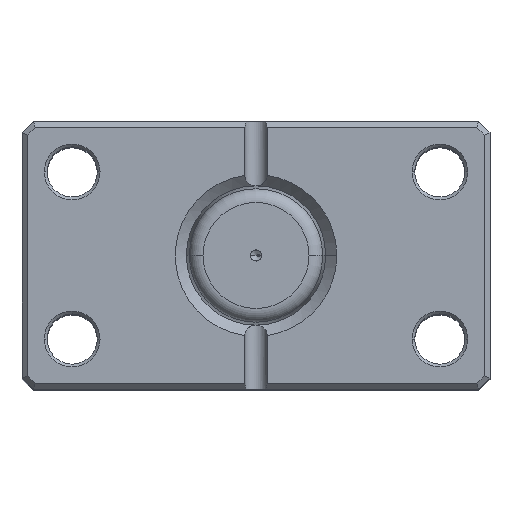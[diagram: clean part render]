
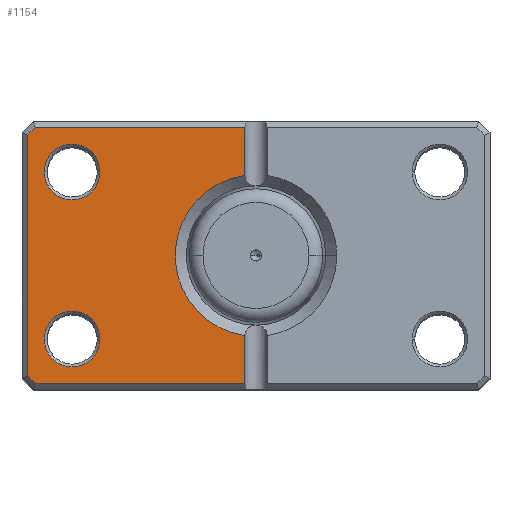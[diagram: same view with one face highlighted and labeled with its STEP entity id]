
A CAD part, top view. The second image highlights one B-rep face of the part: STEP entity #1154.
In plain terms, the highlighted face is planar.
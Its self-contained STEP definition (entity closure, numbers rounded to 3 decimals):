
#86 = CARTESIAN_POINT ( 'NONE',  ( 28., -15., 0. ) ) ;
#130 = VERTEX_POINT ( 'NONE', #1045 ) ;
#156 = CARTESIAN_POINT ( 'NONE',  ( 41., 21.586, 0. ) ) ;
#239 = VERTEX_POINT ( 'NONE', #890 ) ;
#246 = CARTESIAN_POINT ( 'NONE',  ( 2., 24., 0. ) ) ;
#335 = VERTEX_POINT ( 'NONE', #2742 ) ;
#417 = FACE_OUTER_BOUND ( 'NONE', #1960, .T. ) ;
#426 = EDGE_CURVE ( 'NONE', #1948, #130, #5405, .T. ) ;
#629 = EDGE_CURVE ( 'NONE', #1906, #3173, #2228, .T. ) ;
#700 = CARTESIAN_POINT ( 'NONE',  ( 0., -23., 0. ) ) ;
#754 = AXIS2_PLACEMENT_3D ( 'NONE', #2274, #5475, #2715 ) ;
#763 = LINE ( 'NONE', #5016, #5379 ) ;
#782 = CIRCLE ( 'NONE', #3751, 5. ) ;
#790 = CARTESIAN_POINT ( 'NONE',  ( 2., 23., 0. ) ) ;
#819 = ORIENTED_EDGE ( 'NONE', *, *, #1271, .T. ) ;
#890 = CARTESIAN_POINT ( 'NONE',  ( 39.586, -23., 0. ) ) ;
#942 = LINE ( 'NONE', #5063, #5380 ) ;
#980 = CARTESIAN_POINT ( 'NONE',  ( 39.586, 23., 0. ) ) ;
#997 = ORIENTED_EDGE ( 'NONE', *, *, #629, .T. ) ;
#1045 = CARTESIAN_POINT ( 'NONE',  ( 2., -14.361, 0. ) ) ;
#1104 = LINE ( 'NONE', #5457, #5981 ) ;
#1154 = ADVANCED_FACE ( 'NONE', ( #5227, #2926, #417 ), #1605, .F. ) ;
#1255 = CIRCLE ( 'NONE', #4040, 5. ) ;
#1271 = EDGE_CURVE ( 'NONE', #2065, #239, #5435, .T. ) ;
#1339 = EDGE_CURVE ( 'NONE', #130, #1906, #5954, .T. ) ;
#1492 = DIRECTION ( 'NONE',  ( 0., 0., 1. ) ) ;
#1534 = VECTOR ( 'NONE', #3145, 1000. ) ;
#1605 = PLANE ( 'NONE',  #4288 ) ;
#1714 = AXIS2_PLACEMENT_3D ( 'NONE', #4421, #1718, #4896 ) ;
#1718 = DIRECTION ( 'NONE',  ( 0., 0., 1. ) ) ;
#1836 = DIRECTION ( 'NONE',  ( 1., 0., 0. ) ) ;
#1880 = DIRECTION ( 'NONE',  ( 0., 0., 1. ) ) ;
#1906 = VERTEX_POINT ( 'NONE', #4538 ) ;
#1948 = VERTEX_POINT ( 'NONE', #4559 ) ;
#1960 = EDGE_LOOP ( 'NONE', ( #3429, #2216, #997, #4496, #3296, #2068, #819, #4343 ) ) ;
#1971 = VECTOR ( 'NONE', #5325, 1000. ) ;
#1974 = CARTESIAN_POINT ( 'NONE',  ( 0., 0., 0. ) ) ;
#2020 = EDGE_CURVE ( 'NONE', #3550, #4086, #782, .T. ) ;
#2065 = VERTEX_POINT ( 'NONE', #5524 ) ;
#2068 = ORIENTED_EDGE ( 'NONE', *, *, #5770, .T. ) ;
#2216 = ORIENTED_EDGE ( 'NONE', *, *, #1339, .T. ) ;
#2228 = LINE ( 'NONE', #5932, #4503 ) ;
#2274 = CARTESIAN_POINT ( 'NONE',  ( 0., 0., 0. ) ) ;
#2296 = EDGE_CURVE ( 'NONE', #239, #1948, #3171, .T. ) ;
#2345 = VECTOR ( 'NONE', #3711, 1000. ) ;
#2353 = DIRECTION ( 'NONE',  ( 0., 0., 1. ) ) ;
#2370 = ORIENTED_EDGE ( 'NONE', *, *, #4889, .T. ) ;
#2392 = DIRECTION ( 'NONE',  ( 1., 0., 0. ) ) ;
#2516 = CIRCLE ( 'NONE', #1714, 5. ) ;
#2680 = CARTESIAN_POINT ( 'NONE',  ( 33., 15., 0. ) ) ;
#2715 = DIRECTION ( 'NONE',  ( 1., 0., 0. ) ) ;
#2742 = CARTESIAN_POINT ( 'NONE',  ( 28., 15., 0. ) ) ;
#2926 = FACE_BOUND ( 'NONE', #4674, .T. ) ;
#3145 = DIRECTION ( 'NONE',  ( -0.707, -0.707, 0. ) ) ;
#3155 = DIRECTION ( 'NONE',  ( 1., 0., 0. ) ) ;
#3171 = LINE ( 'NONE', #700, #1971 ) ;
#3173 = VERTEX_POINT ( 'NONE', #790 ) ;
#3296 = ORIENTED_EDGE ( 'NONE', *, *, #4915, .T. ) ;
#3341 = EDGE_CURVE ( 'NONE', #3173, #3905, #763, .T. ) ;
#3429 = ORIENTED_EDGE ( 'NONE', *, *, #426, .T. ) ;
#3485 = EDGE_CURVE ( 'NONE', #4650, #335, #4948, .T. ) ;
#3550 = VERTEX_POINT ( 'NONE', #5632 ) ;
#3570 = ORIENTED_EDGE ( 'NONE', *, *, #2020, .T. ) ;
#3711 = DIRECTION ( 'NONE',  ( 0., 1., 0. ) ) ;
#3751 = AXIS2_PLACEMENT_3D ( 'NONE', #4608, #1880, #5074 ) ;
#3863 = EDGE_LOOP ( 'NONE', ( #6034, #3570 ) ) ;
#3905 = VERTEX_POINT ( 'NONE', #980 ) ;
#4040 = AXIS2_PLACEMENT_3D ( 'NONE', #2680, #5913, #3155 ) ;
#4051 = DIRECTION ( 'NONE',  ( 0.707, -0.707, 0. ) ) ;
#4086 = VERTEX_POINT ( 'NONE', #86 ) ;
#4186 = CARTESIAN_POINT ( 'NONE',  ( 33., 15., 0. ) ) ;
#4286 = VERTEX_POINT ( 'NONE', #156 ) ;
#4288 = AXIS2_PLACEMENT_3D ( 'NONE', #1974, #2353, #2392 ) ;
#4343 = ORIENTED_EDGE ( 'NONE', *, *, #2296, .T. ) ;
#4421 = CARTESIAN_POINT ( 'NONE',  ( 33., -15., 0. ) ) ;
#4496 = ORIENTED_EDGE ( 'NONE', *, *, #3341, .T. ) ;
#4503 = VECTOR ( 'NONE', #5841, 1000. ) ;
#4538 = CARTESIAN_POINT ( 'NONE',  ( 2., 14.361, 0. ) ) ;
#4559 = CARTESIAN_POINT ( 'NONE',  ( 2., -23., 0. ) ) ;
#4608 = CARTESIAN_POINT ( 'NONE',  ( 33., -15., 0. ) ) ;
#4650 = VERTEX_POINT ( 'NONE', #5068 ) ;
#4665 = DIRECTION ( 'NONE',  ( 1., 0., 0. ) ) ;
#4674 = EDGE_LOOP ( 'NONE', ( #2370, #5879 ) ) ;
#4889 = EDGE_CURVE ( 'NONE', #335, #4650, #1255, .T. ) ;
#4896 = DIRECTION ( 'NONE',  ( 1., 0., 0. ) ) ;
#4915 = EDGE_CURVE ( 'NONE', #3905, #4286, #1104, .T. ) ;
#4948 = CIRCLE ( 'NONE', #5619, 5. ) ;
#5016 = CARTESIAN_POINT ( 'NONE',  ( 0., 23., 0. ) ) ;
#5063 = CARTESIAN_POINT ( 'NONE',  ( 41., 0., 0. ) ) ;
#5068 = CARTESIAN_POINT ( 'NONE',  ( 38., 15., 0. ) ) ;
#5074 = DIRECTION ( 'NONE',  ( 1., 0., 0. ) ) ;
#5227 = FACE_BOUND ( 'NONE', #3863, .T. ) ;
#5280 = EDGE_CURVE ( 'NONE', #4086, #3550, #2516, .T. ) ;
#5325 = DIRECTION ( 'NONE',  ( -1., 0., 0. ) ) ;
#5379 = VECTOR ( 'NONE', #1836, 1000. ) ;
#5380 = VECTOR ( 'NONE', #5514, 1000. ) ;
#5405 = LINE ( 'NONE', #246, #2345 ) ;
#5435 = LINE ( 'NONE', #5907, #1534 ) ;
#5457 = CARTESIAN_POINT ( 'NONE',  ( 31.293, 31.293, 0. ) ) ;
#5475 = DIRECTION ( 'NONE',  ( 0., 0., 1. ) ) ;
#5514 = DIRECTION ( 'NONE',  ( 0., -1., 0. ) ) ;
#5524 = CARTESIAN_POINT ( 'NONE',  ( 41., -21.586, 0. ) ) ;
#5619 = AXIS2_PLACEMENT_3D ( 'NONE', #4186, #1492, #4665 ) ;
#5632 = CARTESIAN_POINT ( 'NONE',  ( 38., -15., 0. ) ) ;
#5770 = EDGE_CURVE ( 'NONE', #4286, #2065, #942, .T. ) ;
#5841 = DIRECTION ( 'NONE',  ( 0., 1., 0. ) ) ;
#5879 = ORIENTED_EDGE ( 'NONE', *, *, #3485, .T. ) ;
#5907 = CARTESIAN_POINT ( 'NONE',  ( 31.293, -31.293, 0. ) ) ;
#5913 = DIRECTION ( 'NONE',  ( 0., 0., 1. ) ) ;
#5932 = CARTESIAN_POINT ( 'NONE',  ( 2., 24., 0. ) ) ;
#5954 = CIRCLE ( 'NONE', #754, 14.5 ) ;
#5981 = VECTOR ( 'NONE', #4051, 1000. ) ;
#6034 = ORIENTED_EDGE ( 'NONE', *, *, #5280, .T. ) ;
